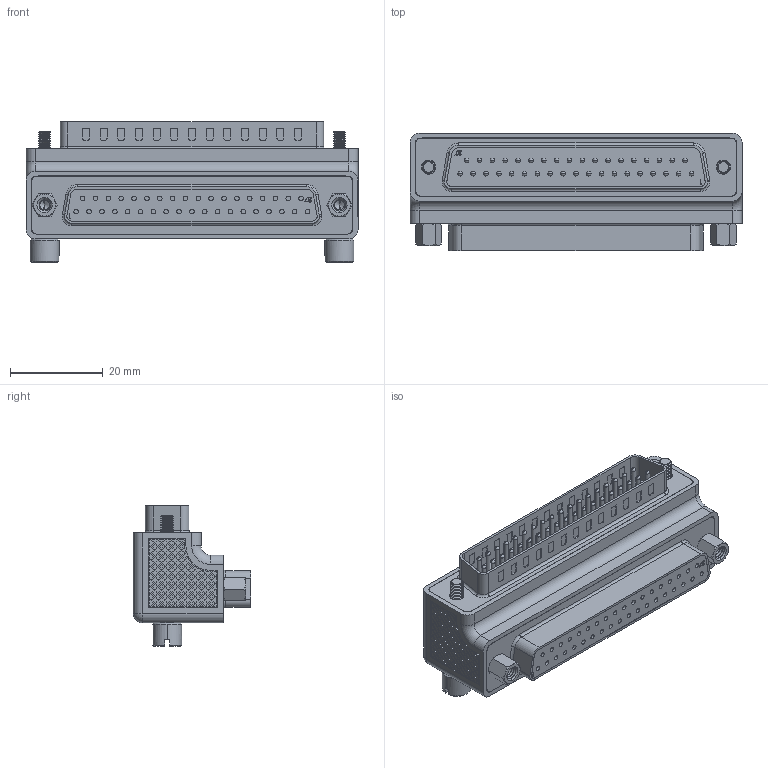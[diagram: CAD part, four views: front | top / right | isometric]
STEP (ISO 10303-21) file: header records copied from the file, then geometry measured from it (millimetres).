
FILE_DESCRIPTION (( 'STEP AP214' ), '1' );
FILE_NAME ('DG9037MF3.STEP', '2010-10-11T19:44:48', ( 'x' ), ( 'Microsoft' ), 'SwSTEP 2.0', 'SolidWorks 2010', '' );
FILE_SCHEMA (( 'AUTOMOTIVE_DESIGN' ));
Length unit declared in the file: inch
Products named in the file (7): SD37P; MTN-478; SD37S; 1AJ10-005_1AJ10-006; MTN-479; 1AJ06-050; DG9037MF3
Assembly tree (8 placements, depth 2):
  DG9037MF3
    MTN-478
    1AJ10-005_1AJ10-006  x2
    MTN-479
    SD37P
    SD37S
    1AJ06-050  x2
Bounding box: 71.53 x 25.29 x 30.37 mm (x, y, z)
Volume: 39611.5 mm3; surface area: 20887.8 mm2
Topology: 8 solids, 8 shells, 3846 faces, 9280 edges, 5971 vertices
Faces by surface type: plane 2753, cylinder 713, cone 116, bspline 104, sphere 82, torus 78
Entity records: 155643 total; most frequent: CARTESIAN_POINT 29038, ORIENTED_EDGE 17776, DIRECTION 17540, EDGE_CURVE 8888, VECTOR 7006, LINE 7006, VERTEX_POINT 5760, AXIS2_PLACEMENT_3D 5267
